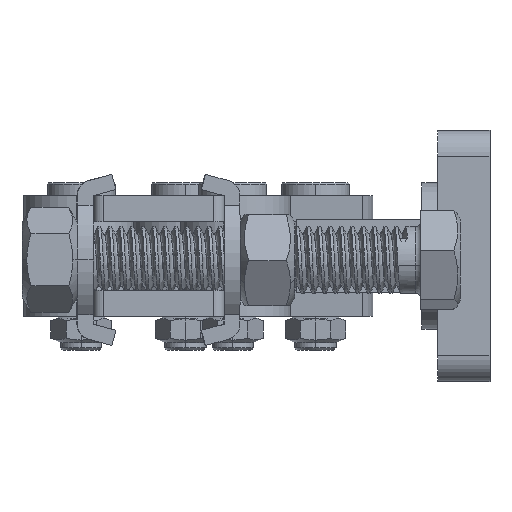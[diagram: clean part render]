
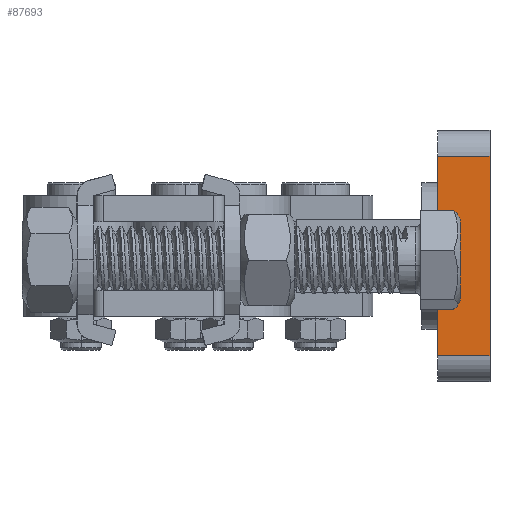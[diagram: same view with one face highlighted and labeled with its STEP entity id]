
A CAD part, left-side view. The second image highlights one B-rep face of the part: STEP entity #87693.
In plain terms, the highlighted planar face has unit normal (-1, 0, 0).
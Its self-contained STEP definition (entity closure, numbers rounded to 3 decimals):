
#2267 = CARTESIAN_POINT ( 'NONE',  ( 0., 0., 43. ) ) ;
#2342 = CARTESIAN_POINT ( 'NONE',  ( 0., 10., 43. ) ) ;
#2343 = DIRECTION ( 'NONE',  ( 0., 0., -1. ) ) ;
#2344 = VECTOR ( 'NONE', #2343, 1000. ) ;
#2345 = CARTESIAN_POINT ( 'NONE',  ( 0., 10., 48. ) ) ;
#2346 = LINE ( 'NONE', #2345, #2344 ) ;
#2347 = CARTESIAN_POINT ( 'NONE',  ( 0., 10., 5. ) ) ;
#2356 = DIRECTION ( 'NONE',  ( 0., 1., 0. ) ) ;
#2357 = VECTOR ( 'NONE', #2356, 1000. ) ;
#2358 = CARTESIAN_POINT ( 'NONE',  ( 0., 0., 43. ) ) ;
#2359 = LINE ( 'NONE', #2358, #2357 ) ;
#2382 = CARTESIAN_POINT ( 'NONE',  ( 0., 0., 5. ) ) ;
#2383 = DIRECTION ( 'NONE',  ( 0., -1., 0. ) ) ;
#2384 = VECTOR ( 'NONE', #2383, 1000. ) ;
#2385 = CARTESIAN_POINT ( 'NONE',  ( 0., 0., 5. ) ) ;
#2386 = LINE ( 'NONE', #2385, #2384 ) ;
#2387 = DIRECTION ( 'NONE',  ( 0., 0., -1. ) ) ;
#2388 = DIRECTION ( 'NONE',  ( 1., 0., 0. ) ) ;
#2389 = CARTESIAN_POINT ( 'NONE',  ( 0., 0., 48. ) ) ;
#2390 = AXIS2_PLACEMENT_3D ( 'NONE', #2389, #2388, #2387 ) ;
#2391 = PLANE ( 'NONE',  #2390 ) ;
#2392 = FACE_OUTER_BOUND ( 'NONE', #87695, .T. ) ;
#2442 = DIRECTION ( 'NONE',  ( 0., 0., -1. ) ) ;
#2443 = VECTOR ( 'NONE', #2442, 1000. ) ;
#2444 = CARTESIAN_POINT ( 'NONE',  ( 0., 0., 48. ) ) ;
#2445 = LINE ( 'NONE', #2444, #2443 ) ;
#87579 = VERTEX_POINT ( 'NONE', #2267 ) ;
#87580 = ORIENTED_EDGE ( 'NONE', *, *, #87668, .T. ) ;
#87616 = VERTEX_POINT ( 'NONE', #2347 ) ;
#87619 = EDGE_CURVE ( 'NONE', #87621, #87616, #2346, .T. ) ;
#87621 = VERTEX_POINT ( 'NONE', #2342 ) ;
#87668 = EDGE_CURVE ( 'NONE', #87579, #87621, #2359, .T. ) ;
#87693 = ADVANCED_FACE ( 'NONE', ( #2392 ), #2391, .F. ) ;
#87695 = EDGE_LOOP ( 'NONE', ( #87696, #87697, #87702, #87580 ) ) ;
#87696 = ORIENTED_EDGE ( 'NONE', *, *, #87619, .T. ) ;
#87697 = ORIENTED_EDGE ( 'NONE', *, *, #87698, .T. ) ;
#87698 = EDGE_CURVE ( 'NONE', #87616, #87700, #2386, .T. ) ;
#87700 = VERTEX_POINT ( 'NONE', #2382 ) ;
#87702 = ORIENTED_EDGE ( 'NONE', *, *, #87704, .F. ) ;
#87704 = EDGE_CURVE ( 'NONE', #87579, #87700, #2445, .T. ) ;
